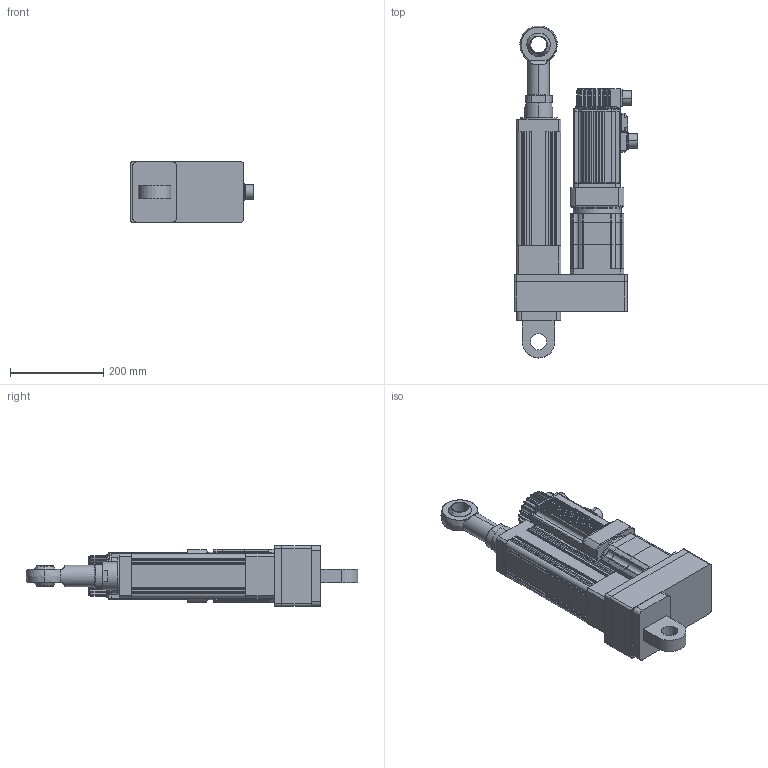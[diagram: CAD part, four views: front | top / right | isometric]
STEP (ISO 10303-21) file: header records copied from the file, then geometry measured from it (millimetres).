
FILE_DESCRIPTION (( 'STEP AP203' ), '1' );
FILE_NAME ('RLA95-10QX-42KN-R100-20mm-s.STEP', '2025-02-10T00:34:02', ( '微软用户' ), ( '微软中国' ), 'SwSTEP 2.0', 'SolidWorks 2022', '' );
FILE_SCHEMA (( 'CONFIG_CONTROL_DESIGN' ));
Length unit declared in the file: millimetre
Products named in the file (6): rebn-35; 1KW-3000带刹车; 后单销耳; 95缸行程100折叠; PGH115-L2-22-95-115-M8-A32; RLA95-10QX-42KN-R100-20mm-s
Assembly tree (5 placements, depth 2):
  RLA95-10QX-42KN-R100-20mm-s
    95缸行程100折叠
    PGH115-L2-22-95-115-M8-A32
    rebn-35
    后单销耳
    1KW-3000带刹车
Bounding box: 265.5 x 713.36 x 130 mm (x, y, z)
Volume: 6920545.7 mm3; surface area: 1016186 mm2
Topology: 25 solids, 47 shells, 2157 faces, 5749 edges, 3520 vertices
Faces by surface type: bspline 1276, cylinder 392, plane 375, cone 78, torus 36
Entity records: 87114 total; most frequent: CARTESIAN_POINT 46116, ORIENTED_EDGE 10748, EDGE_CURVE 5616, DIRECTION 4934, VERTEX_POINT 3528, EDGE_LOOP 2390, FACE_OUTER_BOUND 2159, ADVANCED_FACE 2157
